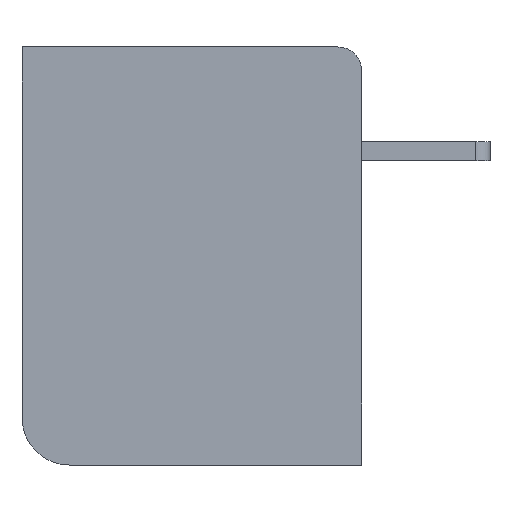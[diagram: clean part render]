
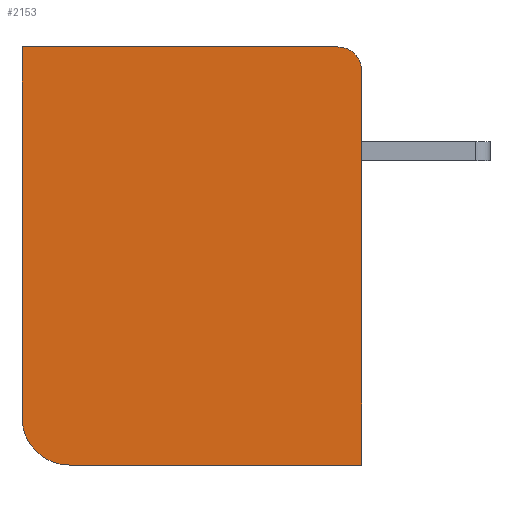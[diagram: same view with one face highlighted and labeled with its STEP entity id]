
A CAD part, left-side view. The second image highlights one B-rep face of the part: STEP entity #2153.
In plain terms, the highlighted planar face has unit normal (-1, 0, 0).
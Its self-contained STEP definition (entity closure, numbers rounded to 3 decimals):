
#56 = CARTESIAN_POINT ( 'NONE',  ( -15., 1., 3.4 ) ) ;
#180 = CIRCLE ( 'NONE', #3709, 2. ) ;
#350 = EDGE_CURVE ( 'NONE', #1047, #5309, #7845, .T. ) ;
#489 = LINE ( 'NONE', #4444, #5027 ) ;
#687 = CARTESIAN_POINT ( 'NONE',  ( -15., 14.3, 4.4 ) ) ;
#842 = VECTOR ( 'NONE', #6556, 1000. ) ;
#1002 = DIRECTION ( 'NONE',  ( 0., -1., 0. ) ) ;
#1017 = VECTOR ( 'NONE', #1002, 1000. ) ;
#1047 = VERTEX_POINT ( 'NONE', #1573 ) ;
#1539 = VERTEX_POINT ( 'NONE', #7256 ) ;
#1573 = CARTESIAN_POINT ( 'NONE',  ( -15., 1., 4.4 ) ) ;
#1742 = VERTEX_POINT ( 'NONE', #7628 ) ;
#2153 = ADVANCED_FACE ( 'NONE', ( #4483 ), #3261, .F. ) ;
#2551 = ORIENTED_EDGE ( 'NONE', *, *, #350, .F. ) ;
#2565 = LINE ( 'NONE', #687, #842 ) ;
#2653 = DIRECTION ( 'NONE',  ( 1., 0., 0. ) ) ;
#2656 = VERTEX_POINT ( 'NONE', #4635 ) ;
#2866 = DIRECTION ( 'NONE',  ( 1., 0., 0. ) ) ;
#3261 = PLANE ( 'NONE',  #5496 ) ;
#3354 = AXIS2_PLACEMENT_3D ( 'NONE', #56, #2653, #4527 ) ;
#3709 = AXIS2_PLACEMENT_3D ( 'NONE', #4705, #2866, #5276 ) ;
#3789 = CARTESIAN_POINT ( 'NONE',  ( -15., 12.3, -13.2 ) ) ;
#3849 = DIRECTION ( 'NONE',  ( 1., 0., 0. ) ) ;
#4082 = EDGE_CURVE ( 'NONE', #2656, #1742, #2565, .T. ) ;
#4189 = EDGE_LOOP ( 'NONE', ( #5737, #4487, #6963, #8353, #8106, #2551 ) ) ;
#4444 = CARTESIAN_POINT ( 'NONE',  ( -15., 0., 3.4 ) ) ;
#4483 = FACE_OUTER_BOUND ( 'NONE', #4189, .T. ) ;
#4487 = ORIENTED_EDGE ( 'NONE', *, *, #4082, .F. ) ;
#4527 = DIRECTION ( 'NONE',  ( 0., 0., -1. ) ) ;
#4544 = CARTESIAN_POINT ( 'NONE',  ( -15., 1., 3.4 ) ) ;
#4635 = CARTESIAN_POINT ( 'NONE',  ( -15., 14.3, -11.2 ) ) ;
#4705 = CARTESIAN_POINT ( 'NONE',  ( -15., 12.3, -11.2 ) ) ;
#5027 = VECTOR ( 'NONE', #8270, 1000. ) ;
#5116 = VERTEX_POINT ( 'NONE', #7248 ) ;
#5276 = DIRECTION ( 'NONE',  ( 0., 0., 1. ) ) ;
#5309 = VERTEX_POINT ( 'NONE', #8145 ) ;
#5351 = EDGE_CURVE ( 'NONE', #1742, #1047, #7375, .T. ) ;
#5496 = AXIS2_PLACEMENT_3D ( 'NONE', #4544, #3849, #8071 ) ;
#5737 = ORIENTED_EDGE ( 'NONE', *, *, #5351, .F. ) ;
#6076 = EDGE_CURVE ( 'NONE', #5309, #1539, #489, .T. ) ;
#6200 = CARTESIAN_POINT ( 'NONE',  ( -15., 14.3, 4.4 ) ) ;
#6556 = DIRECTION ( 'NONE',  ( 0., 0., 1. ) ) ;
#6939 = EDGE_CURVE ( 'NONE', #1539, #5116, #8155, .T. ) ;
#6963 = ORIENTED_EDGE ( 'NONE', *, *, #7161, .F. ) ;
#7042 = DIRECTION ( 'NONE',  ( 0., 1., 0. ) ) ;
#7161 = EDGE_CURVE ( 'NONE', #5116, #2656, #180, .T. ) ;
#7248 = CARTESIAN_POINT ( 'NONE',  ( -15., 12.3, -13.2 ) ) ;
#7256 = CARTESIAN_POINT ( 'NONE',  ( -15., 0., -13.2 ) ) ;
#7353 = VECTOR ( 'NONE', #7042, 1000. ) ;
#7375 = LINE ( 'NONE', #6200, #1017 ) ;
#7628 = CARTESIAN_POINT ( 'NONE',  ( -15., 14.3, 4.4 ) ) ;
#7845 = CIRCLE ( 'NONE', #3354, 1. ) ;
#8071 = DIRECTION ( 'NONE',  ( 0., 0., -1. ) ) ;
#8106 = ORIENTED_EDGE ( 'NONE', *, *, #6076, .F. ) ;
#8145 = CARTESIAN_POINT ( 'NONE',  ( -15., 0., 3.4 ) ) ;
#8155 = LINE ( 'NONE', #3789, #7353 ) ;
#8270 = DIRECTION ( 'NONE',  ( 0., 0., -1. ) ) ;
#8353 = ORIENTED_EDGE ( 'NONE', *, *, #6939, .F. ) ;
